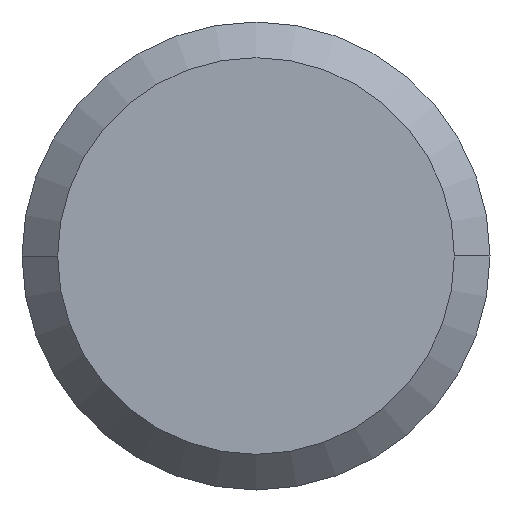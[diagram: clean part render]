
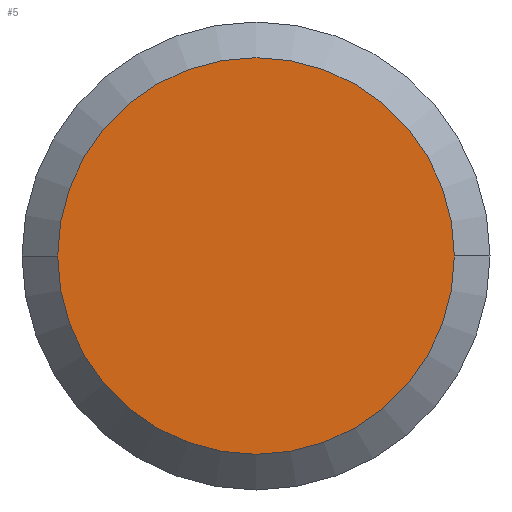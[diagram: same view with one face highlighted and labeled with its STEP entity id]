
A CAD part, left-side view. The second image highlights one B-rep face of the part: STEP entity #5.
In plain terms, the highlighted planar face has unit normal (-1, 0, 0).
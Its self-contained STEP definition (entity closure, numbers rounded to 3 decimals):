
#5 = ADVANCED_FACE ( 'NONE', ( #402 ), #35, .T. ) ;
#25 = EDGE_CURVE ( 'NONE', #388, #277, #276, .T. ) ;
#35 = PLANE ( 'NONE',  #125 ) ;
#57 = DIRECTION ( 'NONE',  ( 0., 1., 0. ) ) ;
#71 = DIRECTION ( 'NONE',  ( 0., -1., 0. ) ) ;
#88 = CARTESIAN_POINT ( 'NONE',  ( 0., -4.238, 0. ) ) ;
#125 = AXIS2_PLACEMENT_3D ( 'NONE', #269, #273, #71 ) ;
#157 = CARTESIAN_POINT ( 'NONE',  ( 0., 0., 0. ) ) ;
#188 = CARTESIAN_POINT ( 'NONE',  ( 0., 4.238, 0. ) ) ;
#198 = EDGE_LOOP ( 'NONE', ( #359, #339 ) ) ;
#210 = DIRECTION ( 'NONE',  ( 1., 0., 0. ) ) ;
#227 = CIRCLE ( 'NONE', #330, 4.238 ) ;
#241 = AXIS2_PLACEMENT_3D ( 'NONE', #278, #210, #242 ) ;
#242 = DIRECTION ( 'NONE',  ( 0., 1., 0. ) ) ;
#269 = CARTESIAN_POINT ( 'NONE',  ( 0., 0., 0. ) ) ;
#273 = DIRECTION ( 'NONE',  ( -1., 0., 0. ) ) ;
#276 = CIRCLE ( 'NONE', #241, 4.238 ) ;
#277 = VERTEX_POINT ( 'NONE', #88 ) ;
#278 = CARTESIAN_POINT ( 'NONE',  ( 0., 0., 0. ) ) ;
#330 = AXIS2_PLACEMENT_3D ( 'NONE', #157, #415, #57 ) ;
#335 = EDGE_CURVE ( 'NONE', #277, #388, #227, .T. ) ;
#339 = ORIENTED_EDGE ( 'NONE', *, *, #335, .F. ) ;
#359 = ORIENTED_EDGE ( 'NONE', *, *, #25, .F. ) ;
#388 = VERTEX_POINT ( 'NONE', #188 ) ;
#402 = FACE_OUTER_BOUND ( 'NONE', #198, .T. ) ;
#415 = DIRECTION ( 'NONE',  ( 1., 0., 0. ) ) ;
